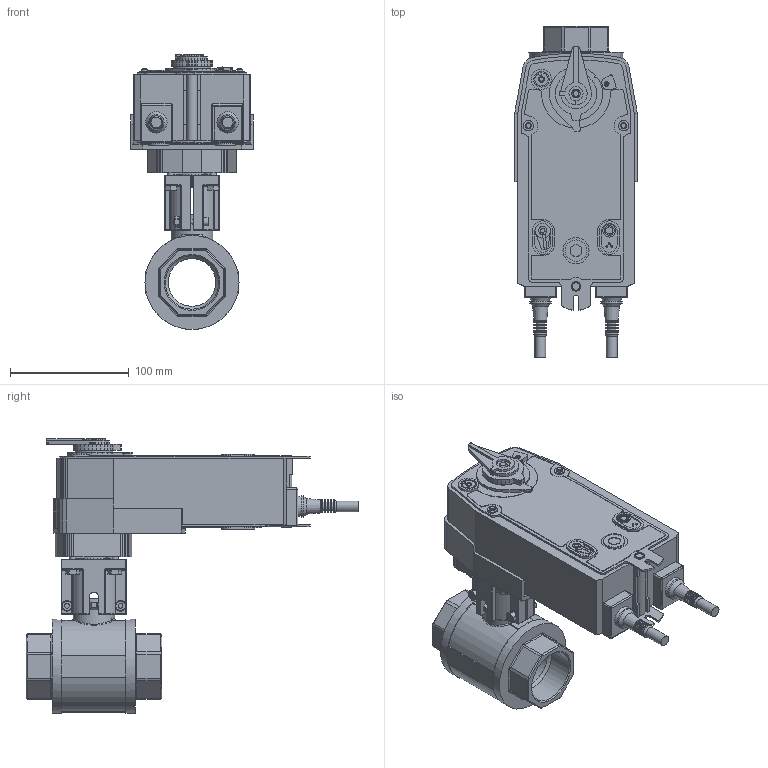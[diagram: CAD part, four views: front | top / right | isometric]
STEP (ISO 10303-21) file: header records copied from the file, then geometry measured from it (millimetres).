
FILE_DESCRIPTION(/* description */ ('Unknown'),/* implementation_level */ '2;1');
FILE_NAME(/* name */ 'SFR2 0852-08',/* time_stamp */ '2022-10-20T10:25:32+02:00',/* author */ ('Unknown'),/* organization */ ('Unknown'),/* preprocessor_version */ 'ST-DEVELOPER v16.7',/* originating_system */ 'Solid Edge',/* authorisation */ 'Unknown');
FILE_SCHEMA (('AP203_CONFIGURATION_CONTROLLED_3D_DESIGN_OF_MECHANICAL_PARTS_AND_ASSEMBLIES_MIM_LF { 1 0 10303 203 3 1 4 }','AUTOMOTIVE_DESIGN {1 0 10303 214 3 1 1}'));
Products named in the file (15): SRF24A-S2-5-2.852.040; 2.852.040; Befestigungsflansch F05; DIN912M4x25; DIN126-M4; DIN934_M4; SRF230A-S2-5_3D; 6; 5; 3; 2; 7; 4; 1; DIN558_M_6x30.1.3
Assembly tree (21 placements, depth 3):
  SRF24A-S2-5-2.852.040
    2.852.040
    Befestigungsflansch F05  x2
    DIN912M4x25  x2
    DIN126-M4  x2
    DIN934_M4  x2
    SRF230A-S2-5_3D
      6
      5
      3
      2
      7
      4
      1
    DIN558_M_6x30.1.3  x4
Bounding box: 103 x 279 x 231.05 mm (x, y, z)
Volume: 1628038.7 mm3; surface area: 195293.5 mm2
Topology: 20 solids, 20 shells, 2752 faces, 7612 edges, 4950 vertices
Faces by surface type: plane 2414, cylinder 220, cone 42, sphere 32, torus 26, bspline 18
Full cylindrical faces by diameter (mm): 1 x1, 1.6 x8, 2 x1, 3.242 x2, 4 x8, 4.5 x2, 5 x4, 5.3 x4, 6 x5, 6.4 x2, 6.647 x2, 7 x8, 8 x13, 8.6 x2, 9 x4, 10 x2, 11 x12, 17 x1, 18 x4, 24.6 x1, 30.154 x1, 32 x1, 35 x2, 40 x1, 44.845 x2, 79 x2
Entity records: 99889 total; most frequent: CARTESIAN_POINT 15471, ORIENTED_EDGE 14264, DIRECTION 12746, EDGE_CURVE 7132, LINE 6560, VECTOR 6560, VERTEX_POINT 4743, AXIS2_PLACEMENT_3D 3093
